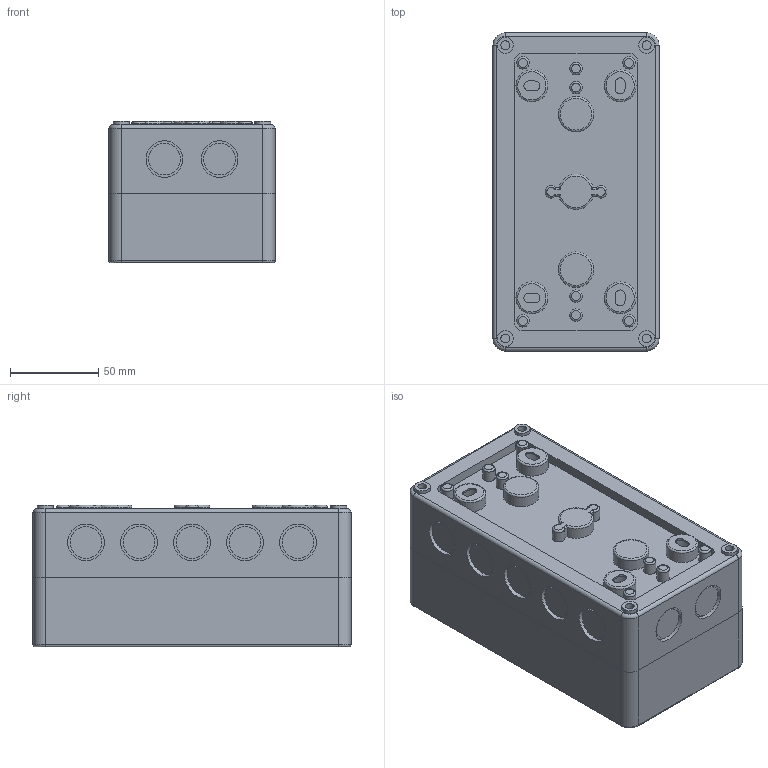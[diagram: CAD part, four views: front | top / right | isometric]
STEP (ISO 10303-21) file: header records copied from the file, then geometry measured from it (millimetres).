
FILE_DESCRIPTION((''),'2;1');
FILE_NAME('153-903.stp','2011-08-18T13:00:09',('laszlo'),(''),'Autodesk Inventor 2009','Autodesk Inventor 2009','');
FILE_SCHEMA(('AUTOMOTIVE_DESIGN { 1 0 10303 214 1 1 1 1 }'));
Length unit declared in the file: millimetre
Products named in the file (4): 153-903; Enclousure_backside; Enclousure_front; Screw_enclousure
Assembly tree (6 placements, depth 2):
  153-903
    Enclousure_backside
    Enclousure_front
    Screw_enclousure  x4
Bounding box: 94 x 180 x 80 mm (x, y, z)
Volume: 198668.6 mm3; surface area: 208217.8 mm2
Topology: 6 solids, 6 shells, 628 faces, 1490 edges, 958 vertices
Faces by surface type: cylinder 265, plane 222, bspline 87, torus 54
Full cylindrical faces by diameter (mm): 3 x2, 4 x8, 5.5 x4, 7 x16, 9 x4, 10.25 x4, 16 x4, 18 x13, 20 x2, 20.75 x7, 22.75 x7
Entity records: 16504 total; most frequent: CARTESIAN_POINT 3747, DIRECTION 2792, ORIENTED_EDGE 2334, EDGE_CURVE 1167, AXIS2_PLACEMENT_3D 1154, EDGE_LOOP 832, VERTEX_POINT 823, CIRCLE 675
